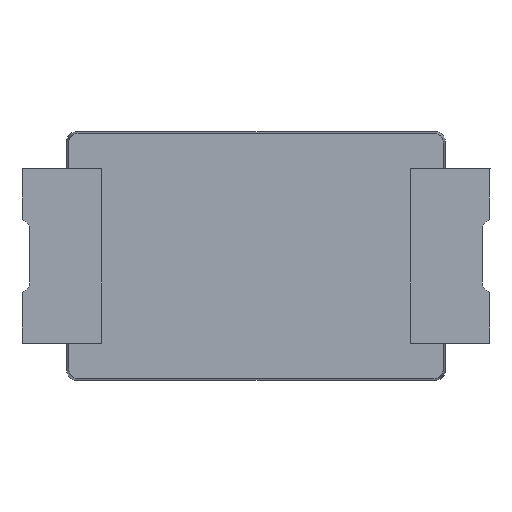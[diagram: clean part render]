
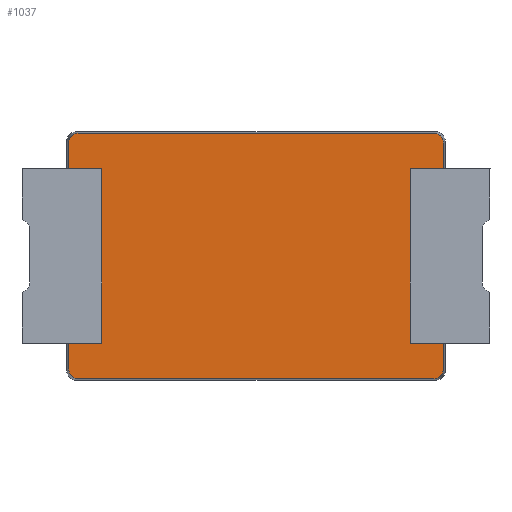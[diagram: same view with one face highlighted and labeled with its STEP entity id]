
A CAD part, top view. The second image highlights one B-rep face of the part: STEP entity #1037.
In plain terms, the highlighted planar face has unit normal (0, 0, 1).
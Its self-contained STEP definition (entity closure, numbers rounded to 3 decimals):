
#40 = CARTESIAN_POINT ( 'NONE',  ( 65.633, 54.46, 258.124 ) ) ;
#52 = DIRECTION ( 'NONE',  ( 1., 0., 0. ) ) ;
#125 = CARTESIAN_POINT ( 'NONE',  ( 65.633, 52.136, 258.124 ) ) ;
#136 = ORIENTED_EDGE ( 'NONE', *, *, #2020, .T. ) ;
#147 = EDGE_CURVE ( 'NONE', #1770, #681, #382, .T. ) ;
#196 = EDGE_CURVE ( 'NONE', #2081, #1485, #822, .T. ) ;
#222 = CARTESIAN_POINT ( 'NONE',  ( 63.751, 52.036, 258.124 ) ) ;
#266 = VERTEX_POINT ( 'NONE', #1721 ) ;
#352 = CARTESIAN_POINT ( 'NONE',  ( 61.868, 52.077, 258.124 ) ) ;
#368 = EDGE_CURVE ( 'NONE', #1377, #266, #1941, .T. ) ;
#382 =( BOUNDED_CURVE ( )  B_SPLINE_CURVE ( 3, ( #1836, #352, #1188, #993 ),
 .UNSPECIFIED., .F., .T. ) 
 B_SPLINE_CURVE_WITH_KNOTS ( ( 4, 4 ),
 ( 5.502, 7.065 ),
 .UNSPECIFIED. ) 
 CURVE ( )  GEOMETRIC_REPRESENTATION_ITEM ( )  RATIONAL_B_SPLINE_CURVE ( ( 1., 0.807, 0.807, 1. ) ) 
 REPRESENTATION_ITEM ( '' )  );
#388 = EDGE_CURVE ( 'NONE', #1485, #1082, #2043, .T. ) ;
#421 = DIRECTION ( 'NONE',  ( 0., 1., 0. ) ) ;
#424 = CARTESIAN_POINT ( 'NONE',  ( 63.751, 54.501, 258.124 ) ) ;
#439 = ORIENTED_EDGE ( 'NONE', *, *, #388, .T. ) ;
#485 = VECTOR ( 'NONE', #576, 1000. ) ;
#523 =( BOUNDED_CURVE ( )  B_SPLINE_CURVE ( 3, ( #674, #2023, #845, #817 ),
 .UNSPECIFIED., .F., .F. ) 
 B_SPLINE_CURVE_WITH_KNOTS ( ( 4, 4 ),
 ( 5.502, 7.065 ),
 .UNSPECIFIED. ) 
 CURVE ( )  GEOMETRIC_REPRESENTATION_ITEM ( )  RATIONAL_B_SPLINE_CURVE ( ( 1., 0.807, 0.807, 1. ) ) 
 REPRESENTATION_ITEM ( '' )  );
#576 = DIRECTION ( 'NONE',  ( 0., -1., 0. ) ) ;
#612 = CARTESIAN_POINT ( 'NONE',  ( 65.534, 52.036, 258.124 ) ) ;
#655 = CARTESIAN_POINT ( 'NONE',  ( 61.968, 52.036, 258.124 ) ) ;
#674 = CARTESIAN_POINT ( 'NONE',  ( 61.968, 54.501, 258.124 ) ) ;
#681 = VERTEX_POINT ( 'NONE', #655 ) ;
#723 = CARTESIAN_POINT ( 'NONE',  ( 65.592, 52.036, 258.124 ) ) ;
#745 = CARTESIAN_POINT ( 'NONE',  ( 65.534, 52.036, 258.124 ) ) ;
#747 = CARTESIAN_POINT ( 'NONE',  ( 65.633, 54.401, 258.124 ) ) ;
#752 = ORIENTED_EDGE ( 'NONE', *, *, #196, .T. ) ;
#816 = ORIENTED_EDGE ( 'NONE', *, *, #1337, .T. ) ;
#817 = CARTESIAN_POINT ( 'NONE',  ( 61.868, 54.401, 258.124 ) ) ;
#822 =( BOUNDED_CURVE ( )  B_SPLINE_CURVE ( 3, ( #745, #723, #1930, #1585 ),
 .UNSPECIFIED., .F., .T. ) 
 B_SPLINE_CURVE_WITH_KNOTS ( ( 4, 4 ),
 ( 5.502, 7.065 ),
 .UNSPECIFIED. ) 
 CURVE ( )  GEOMETRIC_REPRESENTATION_ITEM ( )  RATIONAL_B_SPLINE_CURVE ( ( 1., 0.807, 0.807, 1. ) ) 
 REPRESENTATION_ITEM ( '' )  );
#823 = CARTESIAN_POINT ( 'NONE',  ( 63.751, 53.268, 258.124 ) ) ;
#832 = CARTESIAN_POINT ( 'NONE',  ( 65.592, 54.501, 258.124 ) ) ;
#845 = CARTESIAN_POINT ( 'NONE',  ( 61.868, 54.46, 258.124 ) ) ;
#887 = AXIS2_PLACEMENT_3D ( 'NONE', #823, #1852, #1724 ) ;
#899 = CARTESIAN_POINT ( 'NONE',  ( 61.868, 53.268, 258.124 ) ) ;
#927 = LINE ( 'NONE', #899, #485 ) ;
#928 = ORIENTED_EDGE ( 'NONE', *, *, #147, .T. ) ;
#993 = CARTESIAN_POINT ( 'NONE',  ( 61.968, 52.036, 258.124 ) ) ;
#1037 = ADVANCED_FACE ( 'NONE', ( #1372 ), #1048, .T. ) ;
#1048 = PLANE ( 'NONE',  #887 ) ;
#1059 = VERTEX_POINT ( 'NONE', #1509 ) ;
#1073 = CARTESIAN_POINT ( 'NONE',  ( 65.534, 54.501, 258.124 ) ) ;
#1082 = VERTEX_POINT ( 'NONE', #747 ) ;
#1094 = DIRECTION ( 'NONE',  ( -1., 0., 0. ) ) ;
#1172 = EDGE_CURVE ( 'NONE', #681, #2081, #1270, .T. ) ;
#1173 = CARTESIAN_POINT ( 'NONE',  ( 65.633, 54.401, 258.124 ) ) ;
#1188 = CARTESIAN_POINT ( 'NONE',  ( 61.909, 52.036, 258.124 ) ) ;
#1217 = ORIENTED_EDGE ( 'NONE', *, *, #368, .T. ) ;
#1270 = LINE ( 'NONE', #222, #1418 ) ;
#1304 = VECTOR ( 'NONE', #1094, 1000. ) ;
#1337 = EDGE_CURVE ( 'NONE', #1082, #1377, #1920, .T. ) ;
#1372 = FACE_OUTER_BOUND ( 'NONE', #1443, .T. ) ;
#1377 = VERTEX_POINT ( 'NONE', #1073 ) ;
#1380 = CARTESIAN_POINT ( 'NONE',  ( 65.534, 54.501, 258.124 ) ) ;
#1418 = VECTOR ( 'NONE', #52, 1000. ) ;
#1443 = EDGE_LOOP ( 'NONE', ( #928, #1928, #752, #439, #816, #1217, #2048, #136 ) ) ;
#1485 = VERTEX_POINT ( 'NONE', #125 ) ;
#1509 = CARTESIAN_POINT ( 'NONE',  ( 61.868, 54.401, 258.124 ) ) ;
#1585 = CARTESIAN_POINT ( 'NONE',  ( 65.633, 52.136, 258.124 ) ) ;
#1586 = VECTOR ( 'NONE', #421, 1000. ) ;
#1633 = EDGE_CURVE ( 'NONE', #266, #1059, #523, .T. ) ;
#1721 = CARTESIAN_POINT ( 'NONE',  ( 61.968, 54.501, 258.124 ) ) ;
#1724 = DIRECTION ( 'NONE',  ( 0., -1., 0. ) ) ;
#1770 = VERTEX_POINT ( 'NONE', #2165 ) ;
#1836 = CARTESIAN_POINT ( 'NONE',  ( 61.868, 52.136, 258.124 ) ) ;
#1852 = DIRECTION ( 'NONE',  ( 0., 0., 1. ) ) ;
#1903 = CARTESIAN_POINT ( 'NONE',  ( 65.633, 53.268, 258.124 ) ) ;
#1920 =( BOUNDED_CURVE ( )  B_SPLINE_CURVE ( 3, ( #1173, #40, #832, #1380 ),
 .UNSPECIFIED., .F., .F. ) 
 B_SPLINE_CURVE_WITH_KNOTS ( ( 4, 4 ),
 ( 2.36, 3.923 ),
 .UNSPECIFIED. ) 
 CURVE ( )  GEOMETRIC_REPRESENTATION_ITEM ( )  RATIONAL_B_SPLINE_CURVE ( ( 1., 0.807, 0.807, 1. ) ) 
 REPRESENTATION_ITEM ( '' )  );
#1928 = ORIENTED_EDGE ( 'NONE', *, *, #1172, .T. ) ;
#1930 = CARTESIAN_POINT ( 'NONE',  ( 65.633, 52.077, 258.124 ) ) ;
#1941 = LINE ( 'NONE', #424, #1304 ) ;
#2020 = EDGE_CURVE ( 'NONE', #1059, #1770, #927, .T. ) ;
#2023 = CARTESIAN_POINT ( 'NONE',  ( 61.909, 54.501, 258.124 ) ) ;
#2043 = LINE ( 'NONE', #1903, #1586 ) ;
#2048 = ORIENTED_EDGE ( 'NONE', *, *, #1633, .T. ) ;
#2081 = VERTEX_POINT ( 'NONE', #612 ) ;
#2165 = CARTESIAN_POINT ( 'NONE',  ( 61.868, 52.136, 258.124 ) ) ;
